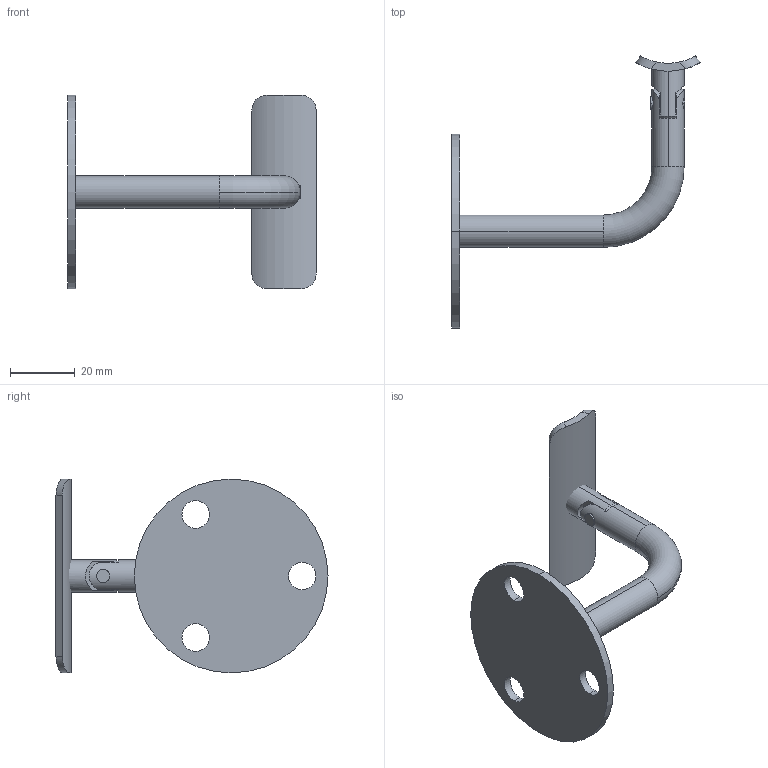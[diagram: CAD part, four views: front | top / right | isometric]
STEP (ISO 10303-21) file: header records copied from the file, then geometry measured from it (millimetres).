
FILE_DESCRIPTION (( 'STEP AP203' ), '1' );
FILE_NAME ('3D_GW2792_33.7_188681540.STEP', '2024-09-28T08:48:20', ( '' ), ( '' ), 'SwSTEP 2.0', 'SolidWorks 2024', '' );
FILE_SCHEMA (( 'CONFIG_CONTROL_DESIGN' ));
Length unit declared in the file: millimetre
Products named in the file (1): 3D_GW2792_33.7_188681540
Bounding box: 77 x 84.25 x 60 mm (x, y, z)
Volume: 17833.4 mm3; surface area: 12304.4 mm2
Topology: 2 solids, 2 shells, 61 faces, 154 edges, 102 vertices
Faces by surface type: cylinder 34, plane 21, sphere 4, torus 2
Entity records: 2335 total; most frequent: CARTESIAN_POINT 730, DIRECTION 334, ORIENTED_EDGE 308, EDGE_CURVE 154, AXIS2_PLACEMENT_3D 138, VERTEX_POINT 102, EDGE_LOOP 76, CIRCLE 76
